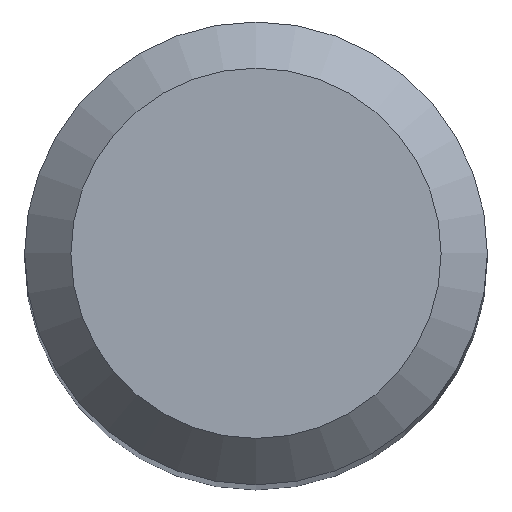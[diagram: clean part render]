
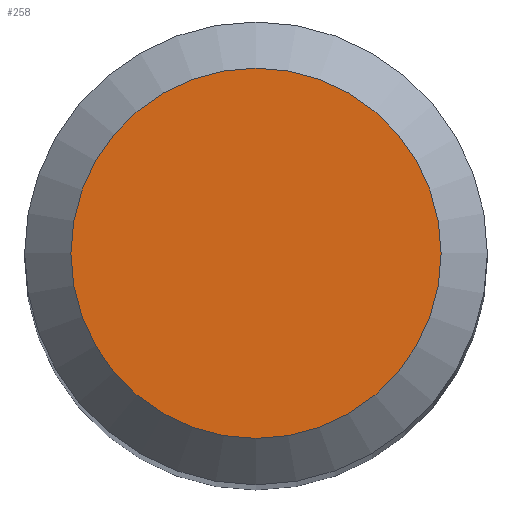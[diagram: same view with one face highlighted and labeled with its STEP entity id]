
A CAD part, top view. The second image highlights one B-rep face of the part: STEP entity #258.
In plain terms, the highlighted planar face has unit normal (0, 0, 1).
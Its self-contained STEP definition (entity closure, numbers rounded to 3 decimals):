
#35 = DIRECTION ( 'NONE',  ( 0., 1., 0. ) ) ;
#36 = VERTEX_POINT ( 'NONE', #195 ) ;
#89 = PLANE ( 'NONE',  #91 ) ;
#91 = AXIS2_PLACEMENT_3D ( 'NONE', #243, #237, #35 ) ;
#100 = DIRECTION ( 'NONE',  ( 0., 0., -1. ) ) ;
#117 = EDGE_CURVE ( 'NONE', #36, #36, #250, .T. ) ;
#185 = DIRECTION ( 'NONE',  ( 0., 1., 0. ) ) ;
#195 = CARTESIAN_POINT ( 'NONE',  ( 0., 3.2, 102. ) ) ;
#216 = FACE_OUTER_BOUND ( 'NONE', #242, .T. ) ;
#223 = AXIS2_PLACEMENT_3D ( 'NONE', #254, #100, #185 ) ;
#224 = ORIENTED_EDGE ( 'NONE', *, *, #117, .F. ) ;
#237 = DIRECTION ( 'NONE',  ( 0., 0., -1. ) ) ;
#242 = EDGE_LOOP ( 'NONE', ( #224 ) ) ;
#243 = CARTESIAN_POINT ( 'NONE',  ( 0., 0., 102. ) ) ;
#250 = CIRCLE ( 'NONE', #223, 3.2 ) ;
#254 = CARTESIAN_POINT ( 'NONE',  ( 0., 0., 102. ) ) ;
#258 = ADVANCED_FACE ( 'NONE', ( #216 ), #89, .F. ) ;
